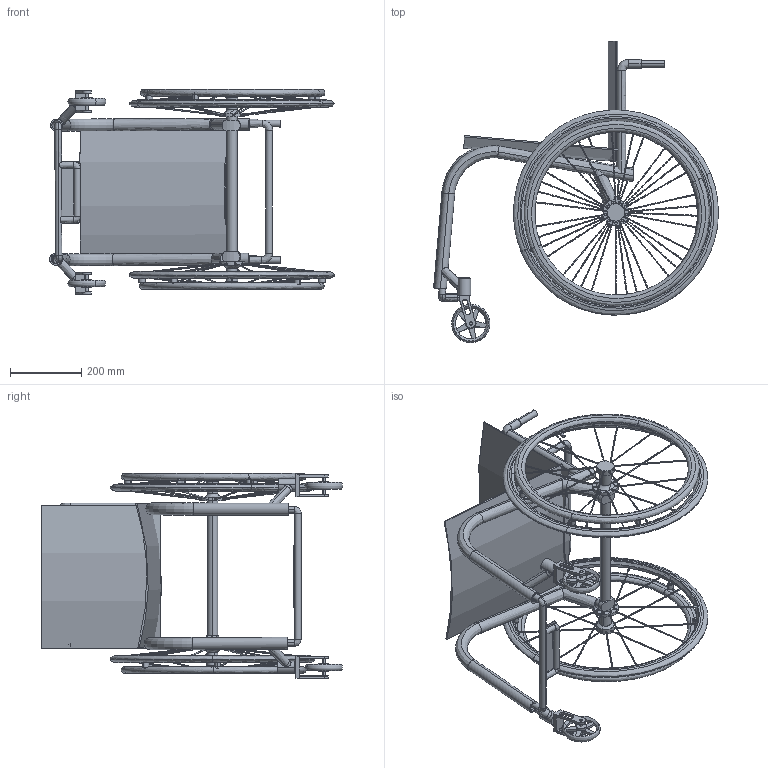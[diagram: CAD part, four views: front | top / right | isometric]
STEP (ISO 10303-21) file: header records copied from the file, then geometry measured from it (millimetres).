
FILE_DESCRIPTION(('FreeCAD Model'),'2;1');
FILE_NAME('Open CASCADE Shape Model','2025-04-29T12:06:40',('FreeCAD'),( 'FreeCAD'),'Open CASCADE STEP processor 7.6','FreeCAD','Unknown');
FILE_SCHEMA(('AUTOMOTIVE_DESIGN { 1 0 10303 214 1 1 1 1 }'));
Products named in the file (1): Open CASCADE STEP translator 7.6 1
Bounding box: 798.93 x 845.43 x 575.41 mm (x, y, z)
Volume: 7301451.8 mm3; surface area: 2160905.4 mm2
Topology: 92 solids, 92 shells, 968 faces, 2071 edges, 1343 vertices
Faces by surface type: bspline 968
Entity records: 33140 total; most frequent: CARTESIAN_POINT 20823, ORIENTED_EDGE 4142, EDGE_CURVE 2071, VERTEX_POINT 1343, FACE_BOUND 1146, EDGE_LOOP 1146, ADVANCED_FACE 968, B_SPLINE_CURVE_WITH_KNOTS 922
